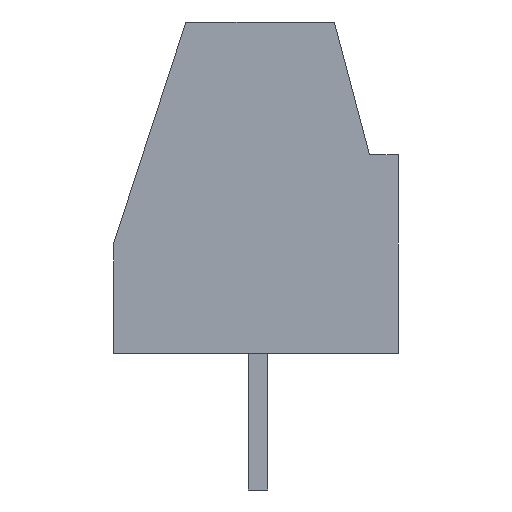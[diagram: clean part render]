
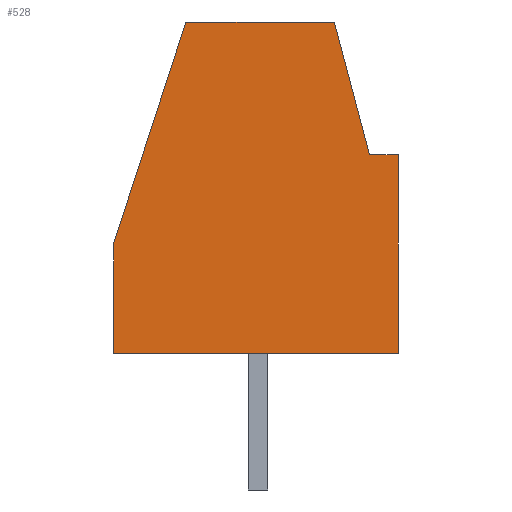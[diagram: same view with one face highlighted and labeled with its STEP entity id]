
A CAD part, left-side view. The second image highlights one B-rep face of the part: STEP entity #528.
In plain terms, the highlighted planar face has unit normal (-1, 0, 0).
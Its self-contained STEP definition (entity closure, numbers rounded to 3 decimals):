
#13=DIRECTION('',(0.,0.,1.));
#21=EDGE_CURVE('',#22,#24,#26,.T.);
#22=VERTEX_POINT('',#23);
#23=CARTESIAN_POINT('',(-1.905,-3.6,0.));
#24=VERTEX_POINT('',#25);
#25=CARTESIAN_POINT('',(-1.905,3.7,0.));
#26=LINE('',#23,#27);
#27=VECTOR('',#28,1.);
#28=DIRECTION('',(0.,1.,0.));
#35=DIRECTION('',(1.,0.,0.));
#304=VECTOR('',#305,1.);
#305=DIRECTION('',(0.,-1.,0.));
#528=ADVANCED_FACE('',(#529),#569,.F.);
#529=FACE_BOUND('',#530,.F.);
#530=EDGE_LOOP('',(#531,#538,#544,#545,#551,#558,#564));
#531=ORIENTED_EDGE('',*,*,#532,.T.);
#532=EDGE_CURVE('',#533,#535,#537,.T.);
#533=VERTEX_POINT('',#534);
#534=CARTESIAN_POINT('',(-1.905,-2.86,5.1));
#535=VERTEX_POINT('',#536);
#536=CARTESIAN_POINT('',(-1.905,-3.6,5.1));
#537=LINE('',#534,#304);
#538=ORIENTED_EDGE('',*,*,#539,.T.);
#539=EDGE_CURVE('',#535,#22,#540,.T.);
#540=LINE('',#541,#542);
#541=CARTESIAN_POINT('',(-1.905,-3.6,8.5));
#542=VECTOR('',#543,1.);
#543=DIRECTION('',(0.,0.,-1.));
#544=ORIENTED_EDGE('',*,*,#21,.T.);
#545=ORIENTED_EDGE('',*,*,#546,.T.);
#546=EDGE_CURVE('',#24,#547,#549,.T.);
#547=VERTEX_POINT('',#548);
#548=CARTESIAN_POINT('',(-1.905,3.7,2.81));
#549=LINE('',#25,#550);
#550=VECTOR('',#13,1.);
#551=ORIENTED_EDGE('',*,*,#552,.F.);
#552=EDGE_CURVE('',#553,#547,#555,.T.);
#553=VERTEX_POINT('',#554);
#554=CARTESIAN_POINT('',(-1.905,1.85,8.5));
#555=LINE('',#554,#556);
#556=VECTOR('',#557,1.);
#557=DIRECTION('',(0.,0.309,-0.951));
#558=ORIENTED_EDGE('',*,*,#559,.T.);
#559=EDGE_CURVE('',#553,#560,#562,.T.);
#560=VERTEX_POINT('',#561);
#561=CARTESIAN_POINT('',(-1.905,-1.96,8.5));
#562=LINE('',#563,#304);
#563=CARTESIAN_POINT('',(-1.905,3.7,8.5));
#564=ORIENTED_EDGE('',*,*,#565,.T.);
#565=EDGE_CURVE('',#560,#533,#566,.T.);
#566=LINE('',#561,#567);
#567=VECTOR('',#568,1.);
#568=DIRECTION('',(0.,-0.256,-0.967));
#569=PLANE('',#570);
#570=AXIS2_PLACEMENT_3D('',#571,#35,#572);
#571=CARTESIAN_POINT('',(-1.905,0.05,4.25));
#572=DIRECTION('',(-0.,0.,1.));
